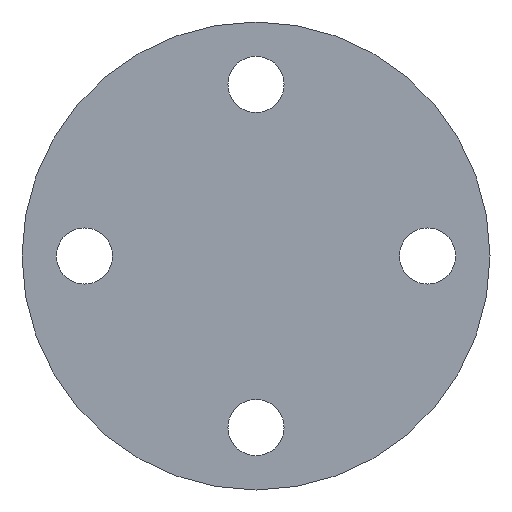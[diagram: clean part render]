
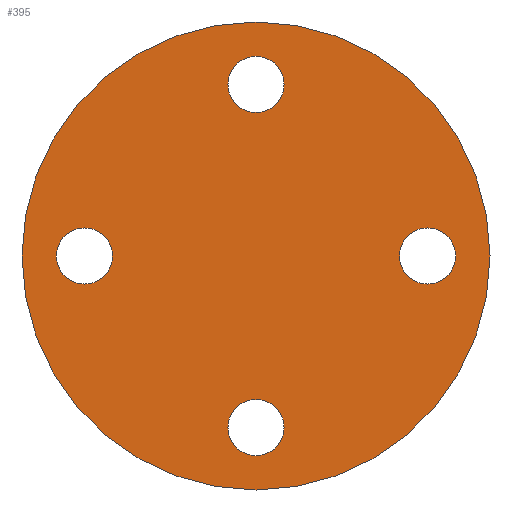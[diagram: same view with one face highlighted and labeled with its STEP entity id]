
A CAD part, front view. The second image highlights one B-rep face of the part: STEP entity #395.
In plain terms, the highlighted planar face has unit normal (0, -1, 0).
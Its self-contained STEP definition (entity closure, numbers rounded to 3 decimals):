
#5 = DIRECTION ( 'NONE',  ( 0., 0., -1. ) ) ;
#8 = AXIS2_PLACEMENT_3D ( 'NONE', #17, #50, #116 ) ;
#12 = EDGE_CURVE ( 'NONE', #128, #246, #363, .T. ) ;
#13 = CIRCLE ( 'NONE', #416, 9. ) ;
#17 = CARTESIAN_POINT ( 'NONE',  ( 0., 0., -55. ) ) ;
#21 = VERTEX_POINT ( 'NONE', #319 ) ;
#23 = ORIENTED_EDGE ( 'NONE', *, *, #377, .T. ) ;
#26 = EDGE_CURVE ( 'NONE', #165, #93, #301, .T. ) ;
#28 = DIRECTION ( 'NONE',  ( 0., 1., 0. ) ) ;
#32 = CARTESIAN_POINT ( 'NONE',  ( 0., 0., 0. ) ) ;
#33 = CARTESIAN_POINT ( 'NONE',  ( -46., 0., 0. ) ) ;
#50 = DIRECTION ( 'NONE',  ( 0., 1., 0. ) ) ;
#51 = FACE_OUTER_BOUND ( 'NONE', #381, .T. ) ;
#57 = EDGE_CURVE ( 'NONE', #93, #165, #215, .T. ) ;
#58 = VERTEX_POINT ( 'NONE', #100 ) ;
#61 = ORIENTED_EDGE ( 'NONE', *, *, #26, .T. ) ;
#75 = CARTESIAN_POINT ( 'NONE',  ( 0., 0., 55. ) ) ;
#93 = VERTEX_POINT ( 'NONE', #169 ) ;
#100 = CARTESIAN_POINT ( 'NONE',  ( 0., 0., -46. ) ) ;
#101 = VERTEX_POINT ( 'NONE', #135 ) ;
#103 = AXIS2_PLACEMENT_3D ( 'NONE', #146, #375, #184 ) ;
#107 = DIRECTION ( 'NONE',  ( 0., 0., -1. ) ) ;
#113 = PLANE ( 'NONE',  #185 ) ;
#116 = DIRECTION ( 'NONE',  ( 0., 0., 1. ) ) ;
#120 = AXIS2_PLACEMENT_3D ( 'NONE', #75, #364, #107 ) ;
#128 = VERTEX_POINT ( 'NONE', #198 ) ;
#132 = VERTEX_POINT ( 'NONE', #349 ) ;
#135 = CARTESIAN_POINT ( 'NONE',  ( 46., 0., 0. ) ) ;
#136 = DIRECTION ( 'NONE',  ( 0., 1., 0. ) ) ;
#142 = FACE_BOUND ( 'NONE', #348, .T. ) ;
#146 = CARTESIAN_POINT ( 'NONE',  ( 55., 0., 0. ) ) ;
#150 = DIRECTION ( 'NONE',  ( 0., 0., 1. ) ) ;
#164 = DIRECTION ( 'NONE',  ( 1., 0., 0. ) ) ;
#165 = VERTEX_POINT ( 'NONE', #33 ) ;
#169 = CARTESIAN_POINT ( 'NONE',  ( -64., 0., 0. ) ) ;
#170 = CIRCLE ( 'NONE', #441, 9. ) ;
#171 = CARTESIAN_POINT ( 'NONE',  ( -55., 0., 0. ) ) ;
#184 = DIRECTION ( 'NONE',  ( -1., 0., 0. ) ) ;
#185 = AXIS2_PLACEMENT_3D ( 'NONE', #189, #436, #255 ) ;
#189 = CARTESIAN_POINT ( 'NONE',  ( 0., 0., 0. ) ) ;
#191 = CARTESIAN_POINT ( 'NONE',  ( 0., 0., 0. ) ) ;
#192 = EDGE_CURVE ( 'NONE', #58, #132, #13, .T. ) ;
#194 = ORIENTED_EDGE ( 'NONE', *, *, #446, .T. ) ;
#198 = CARTESIAN_POINT ( 'NONE',  ( 0., 0., 75. ) ) ;
#201 = ORIENTED_EDGE ( 'NONE', *, *, #12, .F. ) ;
#205 = CIRCLE ( 'NONE', #336, 75. ) ;
#208 = CARTESIAN_POINT ( 'NONE',  ( -55., 0., 0. ) ) ;
#215 = CIRCLE ( 'NONE', #276, 9. ) ;
#216 = CARTESIAN_POINT ( 'NONE',  ( 0., 0., 55. ) ) ;
#234 = ORIENTED_EDGE ( 'NONE', *, *, #57, .T. ) ;
#239 = EDGE_CURVE ( 'NONE', #409, #101, #170, .T. ) ;
#246 = VERTEX_POINT ( 'NONE', #323 ) ;
#247 = CIRCLE ( 'NONE', #103, 9. ) ;
#251 = DIRECTION ( 'NONE',  ( 0., 0., 1. ) ) ;
#255 = DIRECTION ( 'NONE',  ( 0., 0., 1. ) ) ;
#257 = FACE_BOUND ( 'NONE', #379, .T. ) ;
#266 = CIRCLE ( 'NONE', #120, 9. ) ;
#267 = VERTEX_POINT ( 'NONE', #327 ) ;
#269 = CIRCLE ( 'NONE', #8, 9. ) ;
#271 = EDGE_LOOP ( 'NONE', ( #23, #282 ) ) ;
#276 = AXIS2_PLACEMENT_3D ( 'NONE', #171, #278, #164 ) ;
#278 = DIRECTION ( 'NONE',  ( 0., 1., 0. ) ) ;
#280 = DIRECTION ( 'NONE',  ( 0., 1., 0. ) ) ;
#282 = ORIENTED_EDGE ( 'NONE', *, *, #239, .T. ) ;
#292 = FACE_BOUND ( 'NONE', #461, .T. ) ;
#294 = CARTESIAN_POINT ( 'NONE',  ( 64., 0., 0. ) ) ;
#295 = EDGE_CURVE ( 'NONE', #267, #21, #266, .T. ) ;
#301 = CIRCLE ( 'NONE', #383, 9. ) ;
#310 = ORIENTED_EDGE ( 'NONE', *, *, #295, .T. ) ;
#319 = CARTESIAN_POINT ( 'NONE',  ( 0., 0., 46. ) ) ;
#323 = CARTESIAN_POINT ( 'NONE',  ( 0., 0., -75. ) ) ;
#327 = CARTESIAN_POINT ( 'NONE',  ( 0., 0., 64. ) ) ;
#336 = AXIS2_PLACEMENT_3D ( 'NONE', #191, #442, #150 ) ;
#348 = EDGE_LOOP ( 'NONE', ( #391, #310 ) ) ;
#349 = CARTESIAN_POINT ( 'NONE',  ( 0., 0., -64. ) ) ;
#350 = ORIENTED_EDGE ( 'NONE', *, *, #444, .F. ) ;
#352 = DIRECTION ( 'NONE',  ( 0., 0., 1. ) ) ;
#358 = DIRECTION ( 'NONE',  ( -1., 0., 0. ) ) ;
#361 = CARTESIAN_POINT ( 'NONE',  ( 55., 0., 0. ) ) ;
#363 = CIRCLE ( 'NONE', #419, 75. ) ;
#364 = DIRECTION ( 'NONE',  ( 0., 1., 0. ) ) ;
#365 = DIRECTION ( 'NONE',  ( 0., 1., 0. ) ) ;
#375 = DIRECTION ( 'NONE',  ( 0., 1., 0. ) ) ;
#377 = EDGE_CURVE ( 'NONE', #101, #409, #247, .T. ) ;
#379 = EDGE_LOOP ( 'NONE', ( #61, #234 ) ) ;
#381 = EDGE_LOOP ( 'NONE', ( #350, #201 ) ) ;
#383 = AXIS2_PLACEMENT_3D ( 'NONE', #208, #28, #465 ) ;
#391 = ORIENTED_EDGE ( 'NONE', *, *, #397, .T. ) ;
#392 = CIRCLE ( 'NONE', #450, 9. ) ;
#394 = DIRECTION ( 'NONE',  ( 0., 1., 0. ) ) ;
#395 = ADVANCED_FACE ( 'NONE', ( #257, #142, #440, #292, #51 ), #113, .F. ) ;
#397 = EDGE_CURVE ( 'NONE', #21, #267, #392, .T. ) ;
#401 = CARTESIAN_POINT ( 'NONE',  ( 0., 0., -55. ) ) ;
#409 = VERTEX_POINT ( 'NONE', #294 ) ;
#416 = AXIS2_PLACEMENT_3D ( 'NONE', #401, #394, #251 ) ;
#419 = AXIS2_PLACEMENT_3D ( 'NONE', #32, #280, #352 ) ;
#436 = DIRECTION ( 'NONE',  ( 0., 1., 0. ) ) ;
#440 = FACE_BOUND ( 'NONE', #271, .T. ) ;
#441 = AXIS2_PLACEMENT_3D ( 'NONE', #361, #136, #358 ) ;
#442 = DIRECTION ( 'NONE',  ( 0., 1., 0. ) ) ;
#444 = EDGE_CURVE ( 'NONE', #246, #128, #205, .T. ) ;
#446 = EDGE_CURVE ( 'NONE', #132, #58, #269, .T. ) ;
#450 = AXIS2_PLACEMENT_3D ( 'NONE', #216, #365, #5 ) ;
#454 = ORIENTED_EDGE ( 'NONE', *, *, #192, .T. ) ;
#461 = EDGE_LOOP ( 'NONE', ( #454, #194 ) ) ;
#465 = DIRECTION ( 'NONE',  ( 1., 0., 0. ) ) ;
